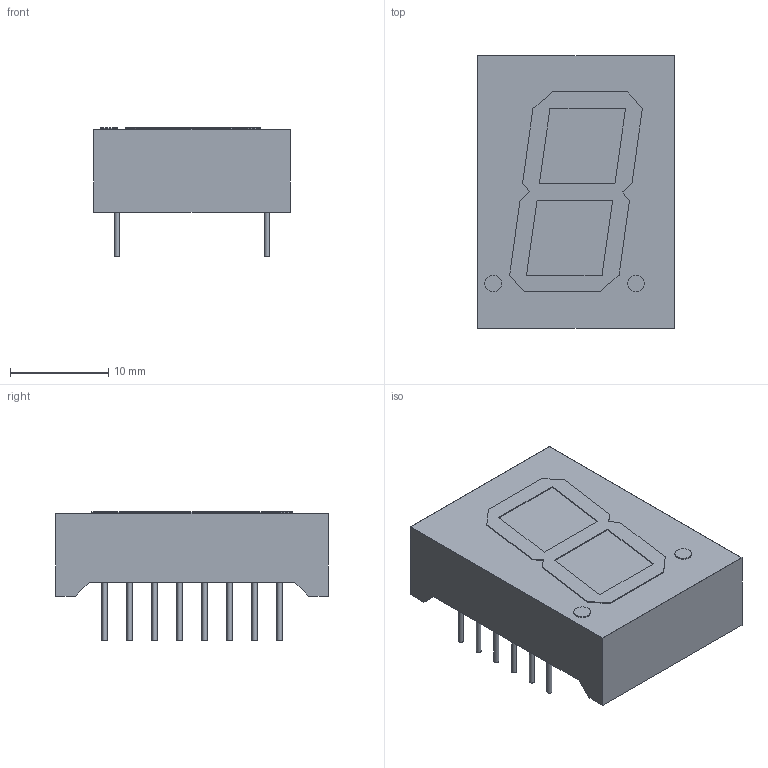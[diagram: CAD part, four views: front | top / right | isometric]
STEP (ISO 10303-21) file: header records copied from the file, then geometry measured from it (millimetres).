
FILE_DESCRIPTION(/* description */ (''),/* implementation_level */ '2;1');
FILE_NAME(/* name */ 'KW1-802-3D v4.step',/* time_stamp */ '2026-02-15T11:43:23+01:00',/* author */ (''),/* organization */ (''),/* preprocessor_version */ 'ST-DEVELOPER v20.1',/* originating_system */ 'Autodesk Translation Framework v14.10.0.0',/* authorisation */ '');
FILE_SCHEMA (('AUTOMOTIVE_DESIGN { 1 0 10303 214 3 1 1 }'));
Length unit declared in the file: millimetre
Products named in the file (1): KW1-802-3D
Bounding box: 20 x 27.7 x 13.1 mm (x, y, z)
Volume: 4049.6 mm3; surface area: 3327.8 mm2
Topology: 5 solids, 5 shells, 72 faces, 147 edges, 98 vertices
Faces by surface type: plane 57, cylinder 15
Full cylindrical faces by diameter (mm): 0.51 x13, 1.72 x2
Entity records: 1932 total; most frequent: DIRECTION 323, CARTESIAN_POINT 318, ORIENTED_EDGE 294, EDGE_CURVE 147, LINE 117, VECTOR 117, AXIS2_PLACEMENT_3D 103, VERTEX_POINT 98
